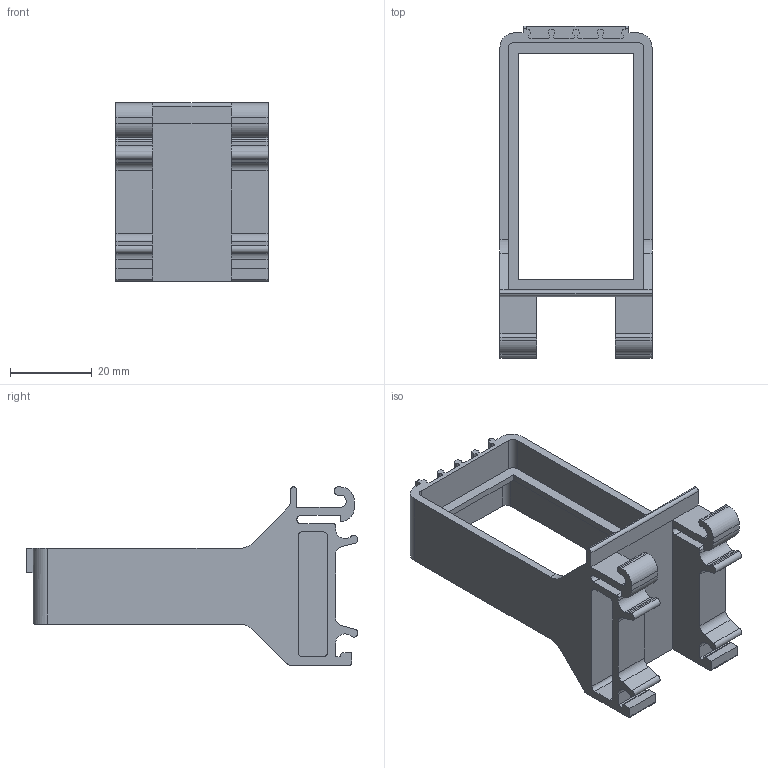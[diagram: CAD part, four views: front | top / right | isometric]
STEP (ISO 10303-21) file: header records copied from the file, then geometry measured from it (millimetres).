
FILE_DESCRIPTION(('CATIA V5 STEP Exchange','CAx-IF Rec.Pracs.--- Model Styling and Organization---1.2---2011-12-15'),'2;1');
FILE_NAME ('D1453012_0_1582970000_1582970000.stp','2018-09-20T18:00:54+00:00',('none'),('Weidmueller'),'CATIA Version 5-6 Release 2014','CATIA V5 STEP AP214','none');
FILE_SCHEMA(('AUTOMOTIVE_DESIGN { 1 0 10303 214 1 1 1 1 }'));
Length unit declared in the file: millimetre
Products named in the file (1): 1582970000
Bounding box: 37.3 x 81.4 x 43.7 mm (x, y, z)
Volume: 16466.5 mm3; surface area: 15557.8 mm2
Topology: 1 solids, 1 shells, 206 faces, 610 edges, 408 vertices
Faces by surface type: plane 139, cylinder 67
Entity records: 6493 total; most frequent: CARTESIAN_POINT 1237, ORIENTED_EDGE 1220, DIRECTION 876, EDGE_CURVE 610, VECTOR 467, LINE 467, VERTEX_POINT 408, AXIS2_PLACEMENT_3D 271
